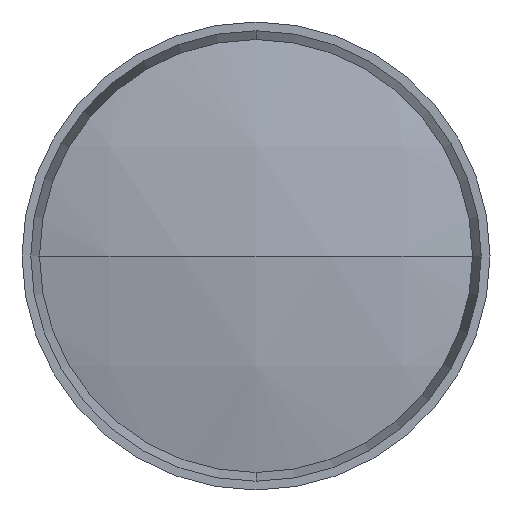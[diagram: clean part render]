
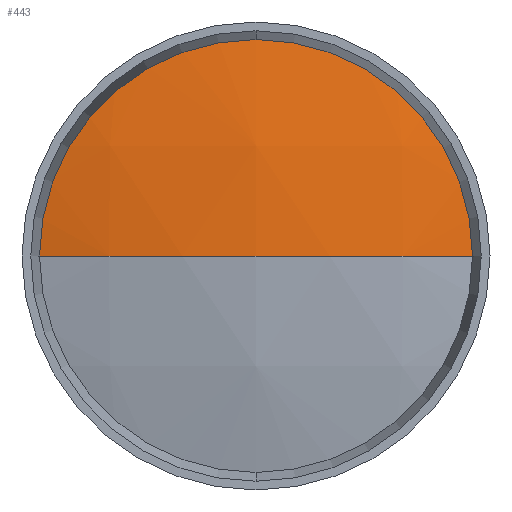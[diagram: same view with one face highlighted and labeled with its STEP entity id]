
A CAD part, left-side view. The second image highlights one B-rep face of the part: STEP entity #443.
In plain terms, the highlighted spherical face has radius 161 mm.
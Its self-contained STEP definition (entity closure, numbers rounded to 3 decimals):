
#32 = CIRCLE ( 'NONE', #375, 161. ) ;
#44 = AXIS2_PLACEMENT_3D ( 'NONE', #727, #728, #729 ) ;
#81 = EDGE_LOOP ( 'NONE', ( #250, #241, #234 ) ) ;
#234 = ORIENTED_EDGE ( 'NONE', *, *, #524, .F. ) ;
#241 = ORIENTED_EDGE ( 'NONE', *, *, #401, .T. ) ;
#250 = ORIENTED_EDGE ( 'NONE', *, *, #403, .F. ) ;
#355 = SPHERICAL_SURFACE ( 'NONE', #358, 161. ) ;
#356 = FACE_OUTER_BOUND ( 'NONE', #81, .T. ) ;
#358 = AXIS2_PLACEMENT_3D ( 'NONE', #862, #872, #873 ) ;
#375 = AXIS2_PLACEMENT_3D ( 'NONE', #733, #734, #735 ) ;
#401 = EDGE_CURVE ( 'NONE', #619, #621, #1095, .T. ) ;
#403 = EDGE_CURVE ( 'NONE', #619, #620, #32, .T. ) ;
#443 = ADVANCED_FACE ( 'NONE', ( #356 ), #355, .T. ) ;
#524 = EDGE_CURVE ( 'NONE', #620, #621, #1377, .T. ) ;
#619 = VERTEX_POINT ( 'NONE', #2144 ) ;
#620 = VERTEX_POINT ( 'NONE', #2145 ) ;
#621 = VERTEX_POINT ( 'NONE', #2146 ) ;
#727 = CARTESIAN_POINT ( 'NONE',  ( -7.164, 3.325, 0. ) ) ;
#728 = DIRECTION ( 'NONE',  ( 0., 0., 1. ) ) ;
#729 = DIRECTION ( 'NONE',  ( 0., -1., 0. ) ) ;
#733 = CARTESIAN_POINT ( 'NONE',  ( -7.164, 3.325, 0. ) ) ;
#734 = DIRECTION ( 'NONE',  ( 0., 0., -1. ) ) ;
#735 = DIRECTION ( 'NONE',  ( -1., 0., 0. ) ) ;
#862 = CARTESIAN_POINT ( 'NONE',  ( -7.164, 3.325, 0. ) ) ;
#872 = DIRECTION ( 'NONE',  ( 0., 0., 1. ) ) ;
#873 = DIRECTION ( 'NONE',  ( 0., 1., 0. ) ) ;
#1095 = CIRCLE ( 'NONE', #44, 161. ) ;
#1377 = CIRCLE ( 'NONE', #1541, 37.5 ) ;
#1541 = AXIS2_PLACEMENT_3D ( 'NONE', #1771, #1772, #1773 ) ;
#1771 = CARTESIAN_POINT ( 'NONE',  ( -163.736, 3.325, 0. ) ) ;
#1772 = DIRECTION ( 'NONE',  ( 1., 0., 0. ) ) ;
#1773 = DIRECTION ( 'NONE',  ( 0., 0., -1. ) ) ;
#2144 = CARTESIAN_POINT ( 'NONE',  ( -168.164, 3.325, 0. ) ) ;
#2145 = CARTESIAN_POINT ( 'NONE',  ( -163.736, 40.825, 0. ) ) ;
#2146 = CARTESIAN_POINT ( 'NONE',  ( -163.736, -34.175, 0. ) ) ;
